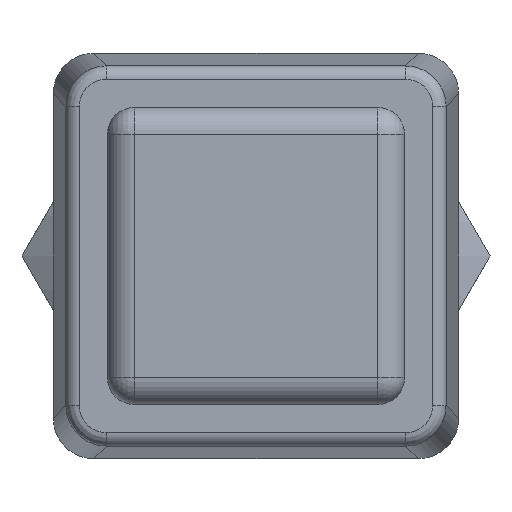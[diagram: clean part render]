
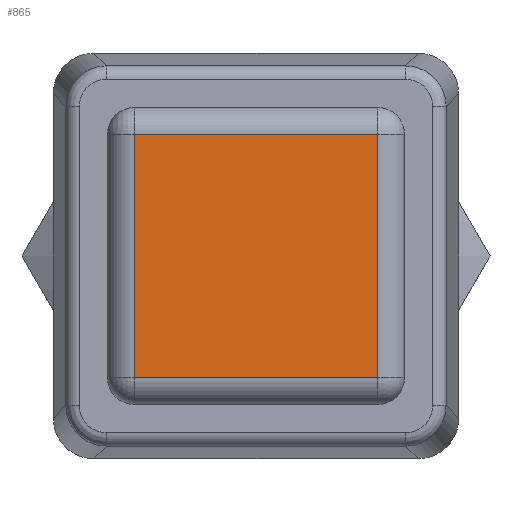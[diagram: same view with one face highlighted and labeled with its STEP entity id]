
A CAD part, left-side view. The second image highlights one B-rep face of the part: STEP entity #865.
In plain terms, the highlighted planar face has unit normal (-1, 0, 0).
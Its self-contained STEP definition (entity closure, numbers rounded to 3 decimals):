
#72 = EDGE_LOOP ( 'NONE', ( #2538, #2006, #222, #2009 ) ) ;
#141 = LINE ( 'NONE', #1953, #1290 ) ;
#158 = CARTESIAN_POINT ( 'NONE',  ( -10.2, 0., 4.5 ) ) ;
#203 = CARTESIAN_POINT ( 'NONE',  ( -10.2, -4.5, 0. ) ) ;
#222 = ORIENTED_EDGE ( 'NONE', *, *, #1473, .T. ) ;
#255 = CARTESIAN_POINT ( 'NONE',  ( -10.2, 0., 0. ) ) ;
#315 = EDGE_CURVE ( 'NONE', #1089, #2440, #1378, .T. ) ;
#418 = VECTOR ( 'NONE', #2507, 1000. ) ;
#442 = DIRECTION ( 'NONE',  ( 0., -1., 0. ) ) ;
#589 = CARTESIAN_POINT ( 'NONE',  ( -10.2, 4.5, 4.5 ) ) ;
#679 = DIRECTION ( 'NONE',  ( 0., 0., -1. ) ) ;
#833 = CARTESIAN_POINT ( 'NONE',  ( -10.2, 4.5, -4.5 ) ) ;
#865 = ADVANCED_FACE ( 'NONE', ( #1946 ), #2607, .F. ) ;
#1007 = LINE ( 'NONE', #158, #418 ) ;
#1020 = VERTEX_POINT ( 'NONE', #833 ) ;
#1089 = VERTEX_POINT ( 'NONE', #1829 ) ;
#1259 = CARTESIAN_POINT ( 'NONE',  ( -10.2, -4.5, 4.5 ) ) ;
#1280 = DIRECTION ( 'NONE',  ( 0., 0., 1. ) ) ;
#1290 = VECTOR ( 'NONE', #679, 1000. ) ;
#1360 = AXIS2_PLACEMENT_3D ( 'NONE', #255, #2398, #2619 ) ;
#1378 = LINE ( 'NONE', #203, #1861 ) ;
#1399 = VECTOR ( 'NONE', #442, 1000. ) ;
#1472 = VERTEX_POINT ( 'NONE', #589 ) ;
#1473 = EDGE_CURVE ( 'NONE', #2440, #1472, #1007, .T. ) ;
#1814 = EDGE_CURVE ( 'NONE', #1020, #1089, #1954, .T. ) ;
#1829 = CARTESIAN_POINT ( 'NONE',  ( -10.2, -4.5, -4.5 ) ) ;
#1861 = VECTOR ( 'NONE', #1280, 1000. ) ;
#1946 = FACE_OUTER_BOUND ( 'NONE', #72, .T. ) ;
#1953 = CARTESIAN_POINT ( 'NONE',  ( -10.2, 4.5, 0. ) ) ;
#1954 = LINE ( 'NONE', #2362, #1399 ) ;
#2006 = ORIENTED_EDGE ( 'NONE', *, *, #315, .T. ) ;
#2009 = ORIENTED_EDGE ( 'NONE', *, *, #2751, .T. ) ;
#2362 = CARTESIAN_POINT ( 'NONE',  ( -10.2, 0., -4.5 ) ) ;
#2398 = DIRECTION ( 'NONE',  ( 1., 0., 0. ) ) ;
#2440 = VERTEX_POINT ( 'NONE', #1259 ) ;
#2507 = DIRECTION ( 'NONE',  ( 0., 1., 0. ) ) ;
#2538 = ORIENTED_EDGE ( 'NONE', *, *, #1814, .T. ) ;
#2607 = PLANE ( 'NONE',  #1360 ) ;
#2619 = DIRECTION ( 'NONE',  ( 0., 1., 0. ) ) ;
#2751 = EDGE_CURVE ( 'NONE', #1472, #1020, #141, .T. ) ;
